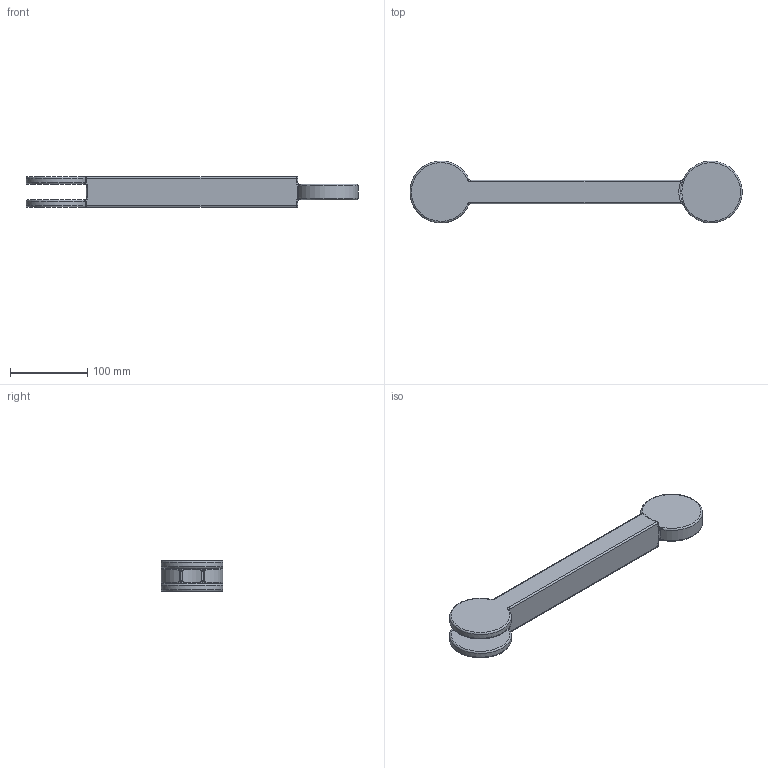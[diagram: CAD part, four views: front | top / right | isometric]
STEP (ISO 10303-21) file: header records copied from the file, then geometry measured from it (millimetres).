
FILE_DESCRIPTION(/* description */ (''),/* implementation_level */ '2;1');
FILE_NAME(/* name */ 'LL2.stp',/* time_stamp */ '2017-06-05T23:05:15+08:00',/* author */ ('qkx515'),/* organization */ (''),/* preprocessor_version */ 'ST-DEVELOPER v16.5',/* originating_system */ 'Autodesk Inventor 2017',/* authorisation */ '');
FILE_SCHEMA (('AUTOMOTIVE_DESIGN { 1 0 10303 214 3 1 1 }'));
Length unit declared in the file: millimetre
Products named in the file (1): 零件2
Bounding box: 429.85 x 79.94 x 40 mm (x, y, z)
Volume: 525223.3 mm3; surface area: 76196.3 mm2
Topology: 1 solids, 1 shells, 114 faces, 276 edges, 164 vertices
Faces by surface type: bspline 64, cylinder 22, torus 16, plane 8, sphere 4
Entity records: 8412 total; most frequent: CARTESIAN_POINT 6047, ORIENTED_EDGE 552, DIRECTION 398, EDGE_CURVE 276, AXIS2_PLACEMENT_3D 183, VERTEX_POINT 164, CIRCLE 132, FACE_OUTER_BOUND 114
